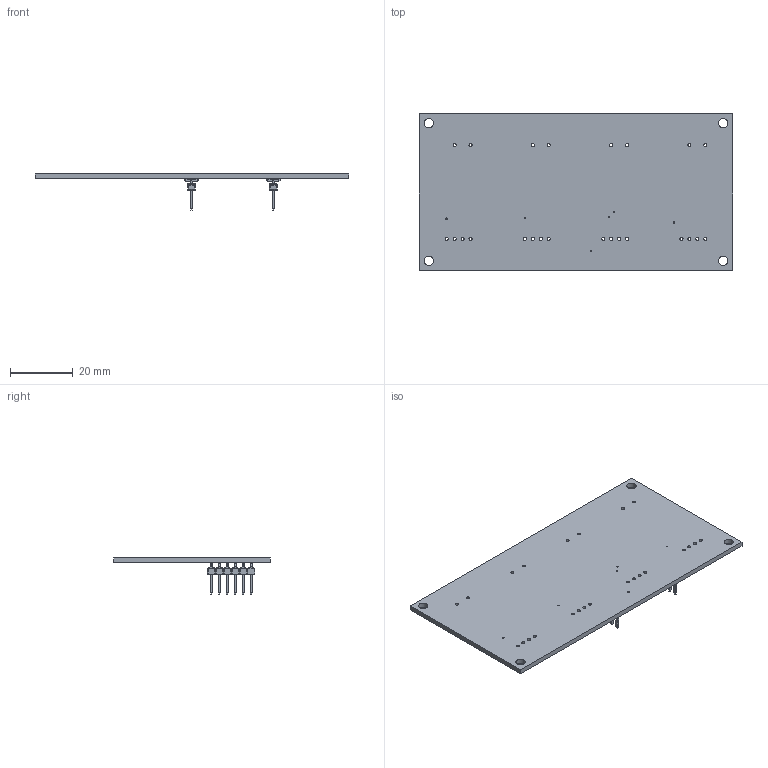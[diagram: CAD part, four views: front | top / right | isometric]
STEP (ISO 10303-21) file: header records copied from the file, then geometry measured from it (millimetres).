
FILE_DESCRIPTION(('for SolidWorks'),'2;1');
FILE_NAME('4F.step', '2019-12-04T16:15:42',('gmart'),(''),'Open CASCADE STEP processor 6.6' ,'DipTrace','Unknown');
FILE_SCHEMA(('AUTOMOTIVE_DESIGN { 1 0 10303 214 1 1 1 1 }'));
Length unit declared in the file: millimetre
Products named in the file (3): PCB_4F; Board_4F; hdr-1x6sz_2.54_15x5
Assembly tree (3 placements, depth 2):
  PCB_4F
    Board_4F
    hdr-1x6sz_2.54_15x5  x2
Bounding box: 100 x 50 x 11.52 mm (x, y, z)
Volume: 7871.3 mm3; surface area: 11264.5 mm2
Topology: 1 solids, 13 shells, 904 faces, 2322 edges, 1516 vertices
Faces by surface type: plane 798, cylinder 106
Full cylindrical faces by diameter (mm): 0.486 x6, 1 x24, 3 x4
Entity records: 17394 total; most frequent: CARTESIAN_POINT 2490, ORIENTED_EDGE 2436, DIRECTION 2310, EDGE_CURVE 1218, LINE 1078, VECTOR 1078, VERTEX_POINT 796, AXIS2_PLACEMENT_3D 616
